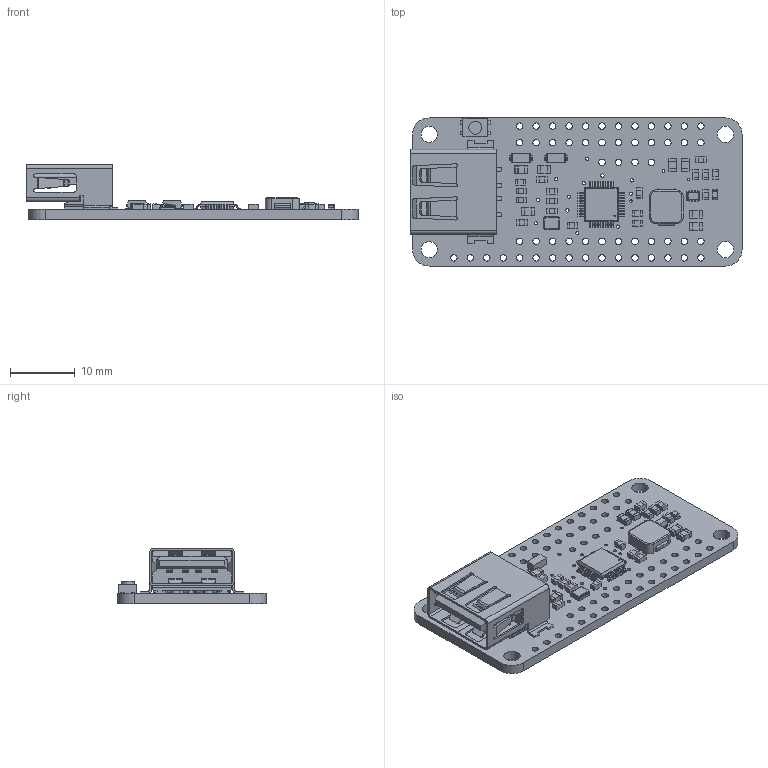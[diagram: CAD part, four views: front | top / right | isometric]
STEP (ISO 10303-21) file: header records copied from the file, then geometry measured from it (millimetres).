
FILE_DESCRIPTION(/* description */ (''),/* implementation_level */ '2;1');
FILE_NAME(/* name */ 'PCB Component.step',/* time_stamp */ '2024-04-29T14:11:22-04:00',/* author */ (''),/* organization */ (''),/* preprocessor_version */ 'ST-DEVELOPER v20',/* originating_system */ 'Autodesk Translation Framework v12.20.1.177',/* authorisation */ '');
FILE_SCHEMA (('AUTOMOTIVE_DESIGN { 1 0 10303 214 3 1 1 }'));
Length unit declared in the file: millimetre
Products named in the file (13): PCB Component; Board; KMR2; 100K; PGB1010603; 22uF; Green; MBR120; USB Type A; TPS61023; 1uH; 12MHz/12pF; MAX3421E
Assembly tree (34 placements, depth 2):
  PCB Component
    Board
    KMR2
    100K  x15
    PGB1010603  x2
    22uF  x7
    Green
    MBR120  x2
    USB Type A
    TPS61023
    1uH
    12MHz/12pF
    MAX3421E
Bounding box: 51.21 x 22.86 x 8.5 mm (x, y, z)
Volume: 2471.6 mm3; surface area: 5130.2 mm2
Topology: 102 solids, 106 shells, 2334 faces, 5865 edges, 3642 vertices
Faces by surface type: plane 1504, cylinder 636, sphere 112, bspline 68, torus 10, cone 4
Full cylindrical faces by diameter (mm): 0.208 x1, 0.394 x4, 0.5 x16, 1 x56, 1.18 x2, 1.5 x2, 2 x1, 2.5 x2, 2.54 x2
Entity records: 54861 total; most frequent: CARTESIAN_POINT 11163, ORIENTED_EDGE 8772, DIRECTION 8592, EDGE_CURVE 4386, LINE 3306, VECTOR 3306, VERTEX_POINT 2838, AXIS2_PLACEMENT_3D 2643
